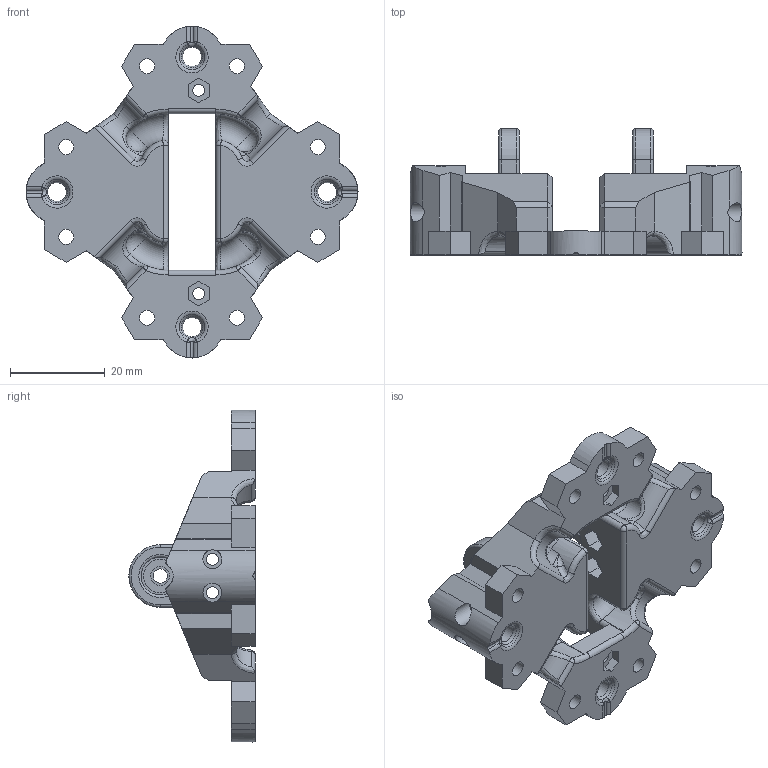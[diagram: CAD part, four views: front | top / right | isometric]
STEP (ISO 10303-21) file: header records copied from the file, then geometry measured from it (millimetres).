
FILE_DESCRIPTION(/* description */ (''),/* implementation_level */ '2;1');
FILE_NAME(/* name */ 'link20.stp',/* time_stamp */ '2019-03-28T16:46:38+00:00',/* author */ (''),/* organization */ (''),/* preprocessor_version */ 'ST-DEVELOPER v17.2',/* originating_system */ 'Autodesk Translation Framework v7.6.0.251',/* authorisation */ '');
FILE_SCHEMA (('AUTOMOTIVE_DESIGN { 1 0 10303 214 3 1 1 }'));
Length unit declared in the file: millimetre
Products named in the file (1): Bottom_Disk_v2.3b (1)
Bounding box: 70 x 26.63 x 70 mm (x, y, z)
Volume: 24980.4 mm3; surface area: 13975.7 mm2
Topology: 1 solids, 1 shells, 460 faces, 1203 edges, 753 vertices
Faces by surface type: plane 212, cylinder 130, bspline 48, torus 36, sphere 28, cone 6
Full cylindrical faces by diameter (mm): 2.5 x14, 3 x2, 3.2 x8, 4 x12, 7 x4, 8 x4
Entity records: 17614 total; most frequent: CARTESIAN_POINT 6321, ORIENTED_EDGE 2392, DIRECTION 2255, EDGE_CURVE 1196, AXIS2_PLACEMENT_3D 791, VERTEX_POINT 754, LINE 673, VECTOR 673
